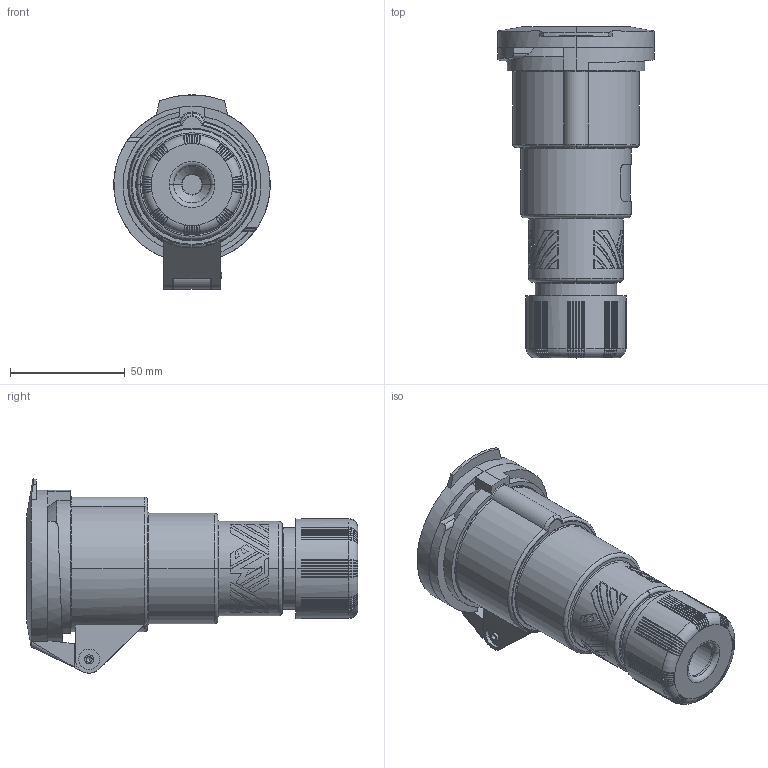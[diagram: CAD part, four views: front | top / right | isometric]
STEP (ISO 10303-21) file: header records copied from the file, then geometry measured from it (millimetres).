
FILE_DESCRIPTION(('CoCreate Modeling STEP Export'),'2;1');
FILE_NAME('PE_1664_PV.stp','2010-04-26T10:51:30',(''),(''),'CoCreate Modeling STEP processor for AP214 (Solid Model)','CoCreate Modeling 16.00A 16-Aug-2008 (C) Parametric Technology GmbH','');
FILE_SCHEMA(('AUTOMOTIVE_DESIGN { 1 0 10303 214 1 1 1 1 }'));
Length unit declared in the file: millimetre
Products named in the file (3): COPERCHIETTO1664PV; CUSTODIA1664PV; PE_1664_PV
Assembly tree (2 placements, depth 2):
  PE_1664_PV
    CUSTODIA1664PV
    COPERCHIETTO1664PV
Bounding box: 67.99 x 144.33 x 84.49 mm (x, y, z)
Volume: 201629.8 mm3; surface area: 73599.8 mm2
Topology: 2 solids, 2 shells, 885 faces, 2321 edges, 1362 vertices
Faces by surface type: plane 412, cylinder 234, revolution 112, torus 90, cone 35, sphere 2
Entity records: 44731 total; most frequent: CARTESIAN_POINT 18612, ORIENTED_EDGE 4410, DIRECTION 3347, EDGE_CURVE 2205, VERTEX_POINT 1362, AXIS2_PLACEMENT_3D 1206, EDGE_LOOP 937, COLOUR_RGB 887
